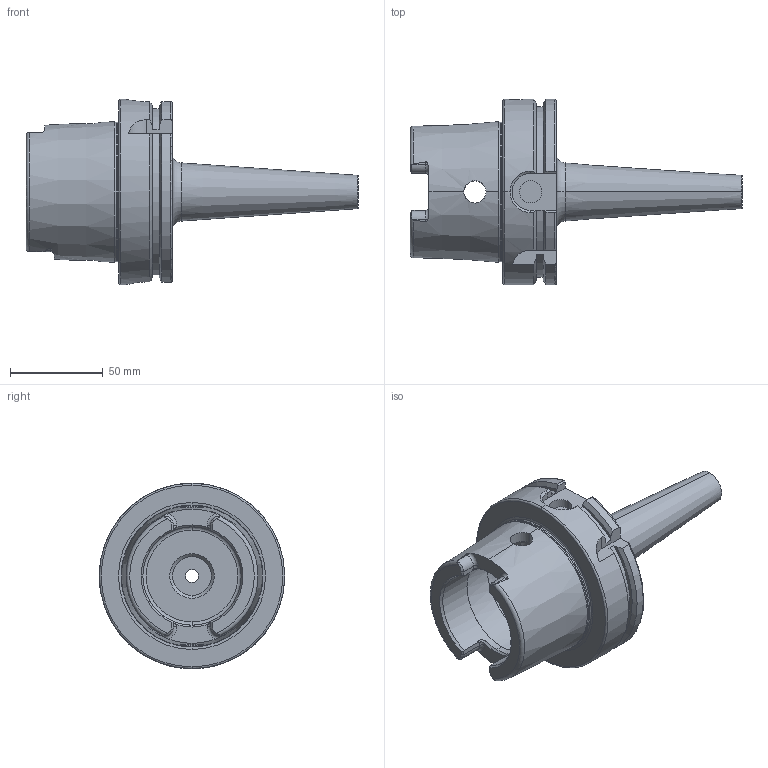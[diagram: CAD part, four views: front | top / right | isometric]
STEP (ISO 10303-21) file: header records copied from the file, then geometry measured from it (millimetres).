
FILE_DESCRIPTION (( 'STEP AP203' ), '1' );
FILE_NAME ('91100A-ES8M10100.STEP', '2019-09-05T06:14:50', ( '' ), ( '' ), 'SwSTEP 2.0', 'SolidWorks 2018', '' );
FILE_SCHEMA (( 'CONFIG_CONTROL_DESIGN' ));
Length unit declared in the file: millimetre
Products named in the file (2): HSKA100TMH10129WW; 91100A-ES8M10100
Assembly tree (1 placements, depth 2):
  91100A-ES8M10100
    HSKA100TMH10129WW
Bounding box: 179 x 100 x 100 mm (x, y, z)
Volume: 299867.8 mm3; surface area: 59324.9 mm2
Topology: 1 solids, 1 shells, 174 faces, 431 edges, 262 vertices
Faces by surface type: cylinder 52, plane 50, cone 33, torus 29, bspline 10
Entity records: 6562 total; most frequent: CARTESIAN_POINT 2377, ORIENTED_EDGE 858, DIRECTION 820, EDGE_CURVE 429, AXIS2_PLACEMENT_3D 335, VERTEX_POINT 262, EDGE_LOOP 185, ADVANCED_FACE 174
